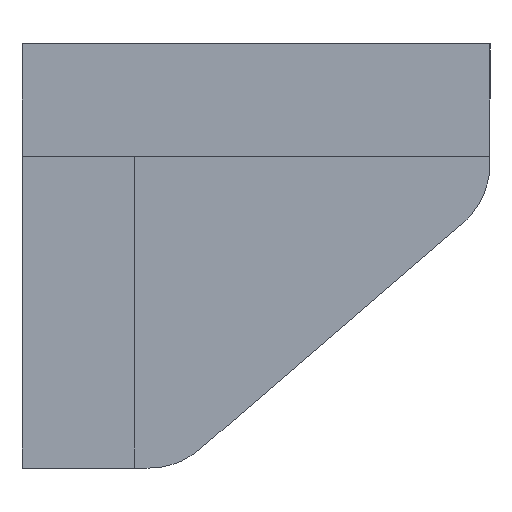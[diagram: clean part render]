
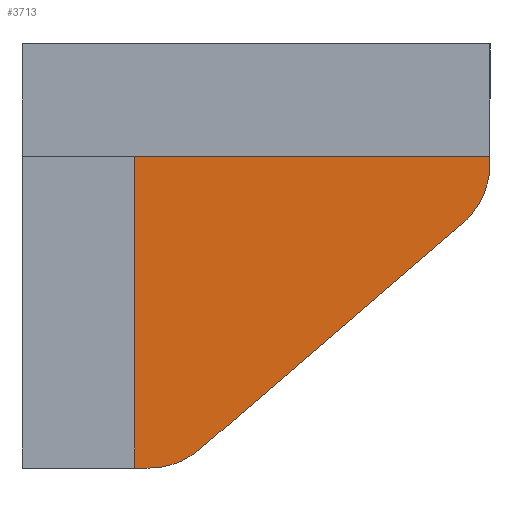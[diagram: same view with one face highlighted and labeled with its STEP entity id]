
A CAD part, left-side view. The second image highlights one B-rep face of the part: STEP entity #3713.
In plain terms, the highlighted planar face has unit normal (-1, 0, 0).
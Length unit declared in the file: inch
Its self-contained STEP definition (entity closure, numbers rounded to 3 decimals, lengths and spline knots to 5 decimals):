
#14=CIRCLE('',#3905,0.5);
#16=CIRCLE('',#3909,0.5);
#205=FACE_OUTER_BOUND('',#386,.T.);
#386=EDGE_LOOP('',(#3347,#3348,#3349,#3350,#3351,#3352,#3353));
#893=LINE('',#5828,#1414);
#897=LINE('',#5840,#1418);
#901=LINE('',#5852,#1422);
#904=LINE('',#5858,#1425);
#907=LINE('',#5862,#1428);
#1414=VECTOR('',#4769,0.3937);
#1418=VECTOR('',#4781,0.3937);
#1422=VECTOR('',#4793,0.3937);
#1425=VECTOR('',#4798,0.3937);
#1428=VECTOR('',#4803,0.3937);
#1767=VERTEX_POINT('',#5825);
#1768=VERTEX_POINT('',#5827);
#1770=VERTEX_POINT('',#5833);
#1772=VERTEX_POINT('',#5839);
#1774=VERTEX_POINT('',#5845);
#1776=VERTEX_POINT('',#5851);
#1778=VERTEX_POINT('',#5857);
#2285=EDGE_CURVE('',#1768,#1767,#893,.T.);
#2288=EDGE_CURVE('',#1770,#1768,#14,.T.);
#2291=EDGE_CURVE('',#1772,#1770,#897,.T.);
#2294=EDGE_CURVE('',#1774,#1772,#16,.T.);
#2297=EDGE_CURVE('',#1776,#1774,#901,.T.);
#2300=EDGE_CURVE('',#1778,#1776,#904,.T.);
#2303=EDGE_CURVE('',#1767,#1778,#907,.T.);
#3347=ORIENTED_EDGE('',*,*,#2303,.T.);
#3348=ORIENTED_EDGE('',*,*,#2300,.T.);
#3349=ORIENTED_EDGE('',*,*,#2297,.T.);
#3350=ORIENTED_EDGE('',*,*,#2294,.T.);
#3351=ORIENTED_EDGE('',*,*,#2291,.T.);
#3352=ORIENTED_EDGE('',*,*,#2288,.T.);
#3353=ORIENTED_EDGE('',*,*,#2285,.T.);
#3532=PLANE('',#3914);
#3713=ADVANCED_FACE('',(#205),#3532,.F.);
#3905=AXIS2_PLACEMENT_3D('',#5834,#4775,#4776);
#3909=AXIS2_PLACEMENT_3D('',#5846,#4787,#4788);
#3914=AXIS2_PLACEMENT_3D('',#5864,#4806,#4807);
#4769=DIRECTION('',(0.,0.,1.));
#4775=DIRECTION('center_axis',(-1.,0.,0.));
#4776=DIRECTION('ref_axis',(0.,-1.,0.));
#4781=DIRECTION('',(0.,-0.758,0.652));
#4787=DIRECTION('center_axis',(-1.,0.,0.));
#4788=DIRECTION('ref_axis',(0.,-0.652,-0.758));
#4793=DIRECTION('',(0.,-1.,0.));
#4798=DIRECTION('',(0.,0.,-1.));
#4803=DIRECTION('',(0.,1.,0.));
#4806=DIRECTION('center_axis',(1.,0.,0.));
#4807=DIRECTION('ref_axis',(0.,1.,0.));
#5825=CARTESIAN_POINT('',(27.28125,0.,-0.71875));
#5827=CARTESIAN_POINT('',(27.28125,0.,-0.77042));
#5828=CARTESIAN_POINT('',(27.28125,0.,0.));
#5833=CARTESIAN_POINT('',(27.28125,0.17412,-1.14963));
#5834=CARTESIAN_POINT('Origin',(27.28125,0.5,-0.77042));
#5839=CARTESIAN_POINT('',(27.28125,1.85944,-2.59796));
#5840=CARTESIAN_POINT('',(27.28125,0.17412,-1.14963));
#5845=CARTESIAN_POINT('',(27.28125,2.18533,-2.71875));
#5846=CARTESIAN_POINT('Origin',(27.28125,2.18533,-2.21875));
#5851=CARTESIAN_POINT('',(27.28125,2.28125,-2.71875));
#5852=CARTESIAN_POINT('',(27.28125,2.18533,-2.71875));
#5857=CARTESIAN_POINT('',(27.28125,2.28125,-0.71875));
#5858=CARTESIAN_POINT('',(27.28125,2.28125,-2.71875));
#5862=CARTESIAN_POINT('',(27.28125,2.28125,-0.71875));
#5864=CARTESIAN_POINT('Origin',(27.28125,1.14063,-1.71875));
